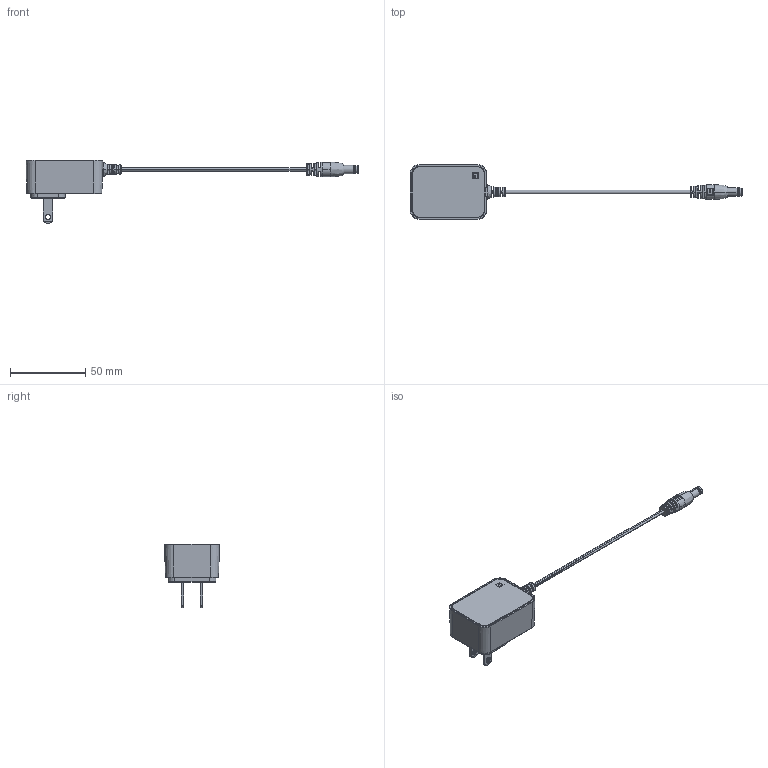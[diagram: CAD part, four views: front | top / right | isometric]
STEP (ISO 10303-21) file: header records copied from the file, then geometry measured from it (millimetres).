
FILE_DESCRIPTION (( 'STEP AP203' ), '1' );
FILE_NAME ('16-00014.STEP', '2019-08-13T20:44:33', ( '' ), ( '' ), 'SwSTEP 2.0', 'SolidWorks 2015', '' );
FILE_SCHEMA (( 'CONFIG_CONTROL_DESIGN' ));
Length unit declared in the file: millimetre
Products named in the file (14): 50-00133 contact; 30-00344_power supply; Nema 1-15 plug; 26-00006_bottom; UL_1-15 pin; 10-03171; 26-00006_top; 24-00279; 16-00014; 26-00006; 50-00133; 50-00133 insulator; 24-00003; 50-00133 shell
Assembly tree (14 placements, depth 4):
  16-00014
    10-03171
      30-00344_power supply
      24-00003
      24-00279
      50-00133
        50-00133 contact
        50-00133 insulator
        50-00133 shell
    26-00006
      26-00006_bottom
      26-00006_top
    Nema 1-15 plug
      UL_1-15 pin  x2
Bounding box: 220.58 x 36.48 x 42 mm (x, y, z)
Volume: 16416.2 mm3; surface area: 25551.8 mm2
Topology: 94 solids, 94 shells, 1064 faces, 2407 edges, 1570 vertices
Faces by surface type: plane 551, cylinder 302, bspline 121, torus 46, cone 44
Entity records: 36176 total; most frequent: CARTESIAN_POINT 11781, ORIENTED_EDGE 4686, DIRECTION 4658, EDGE_CURVE 2343, AXIS2_PLACEMENT_3D 1740, VERTEX_POINT 1530, VECTOR 1178, LINE 1178
